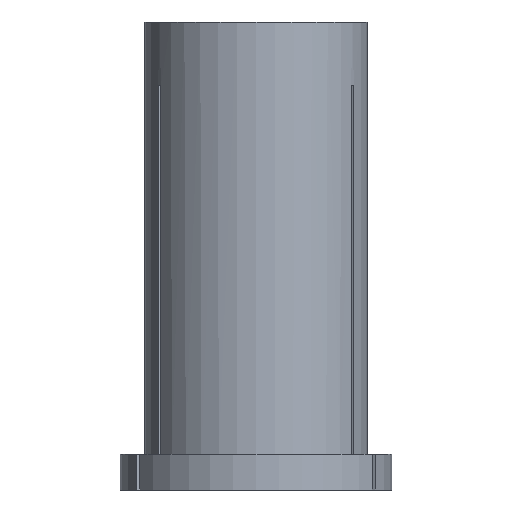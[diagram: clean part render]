
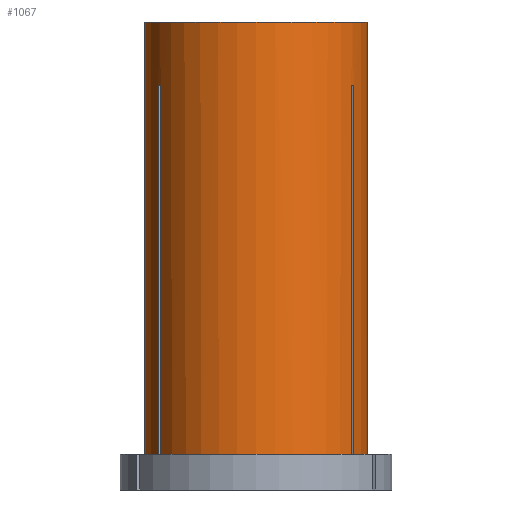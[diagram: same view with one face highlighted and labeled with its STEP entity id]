
A CAD part, front view. The second image highlights one B-rep face of the part: STEP entity #1067.
In plain terms, the highlighted cylindrical face has radius 12.5 mm (diameter 25 mm), a partial arc.
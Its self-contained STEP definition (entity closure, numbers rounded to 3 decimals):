
#1 = VERTEX_POINT ( 'NONE', #526 ) ;
#9 = CARTESIAN_POINT ( 'NONE',  ( 0., 0., -48.5 ) ) ;
#22 = CARTESIAN_POINT ( 'NONE',  ( 0., 0., -48.5 ) ) ;
#32 = ORIENTED_EDGE ( 'NONE', *, *, #1008, .T. ) ;
#38 = CARTESIAN_POINT ( 'NONE',  ( 0., 0., -48.5 ) ) ;
#41 = CARTESIAN_POINT ( 'NONE',  ( 10.972, -5.988, -7.094 ) ) ;
#43 = CARTESIAN_POINT ( 'NONE',  ( -10.972, -5.988, 0. ) ) ;
#44 = ORIENTED_EDGE ( 'NONE', *, *, #274, .T. ) ;
#50 = DIRECTION ( 'NONE',  ( 0., 0., 1. ) ) ;
#63 = VERTEX_POINT ( 'NONE', #253 ) ;
#64 = VERTEX_POINT ( 'NONE', #690 ) ;
#94 = VECTOR ( 'NONE', #917, 1000. ) ;
#99 = CARTESIAN_POINT ( 'NONE',  ( -10.672, -6.508, -7.094 ) ) ;
#103 = EDGE_LOOP ( 'NONE', ( #793, #374, #32, #834, #319, #541, #948, #321, #165, #814, #44, #1167 ) ) ;
#117 = VERTEX_POINT ( 'NONE', #533 ) ;
#157 = VECTOR ( 'NONE', #1070, 1000. ) ;
#165 = ORIENTED_EDGE ( 'NONE', *, *, #791, .F. ) ;
#168 = CARTESIAN_POINT ( 'NONE',  ( -10.724, -6.422, -7.093 ) ) ;
#170 = CYLINDRICAL_SURFACE ( 'NONE', #734, 12.5 ) ;
#174 = EDGE_CURVE ( 'NONE', #493, #63, #518, .T. ) ;
#196 = VERTEX_POINT ( 'NONE', #994 ) ;
#198 = DIRECTION ( 'NONE',  ( 1., 0., 0. ) ) ;
#207 = VERTEX_POINT ( 'NONE', #41 ) ;
#214 = CARTESIAN_POINT ( 'NONE',  ( 10.724, -6.423, -7.093 ) ) ;
#252 = LINE ( 'NONE', #489, #157 ) ;
#253 = CARTESIAN_POINT ( 'NONE',  ( 12.5, 0., 0. ) ) ;
#274 = EDGE_CURVE ( 'NONE', #1, #63, #692, .T. ) ;
#319 = ORIENTED_EDGE ( 'NONE', *, *, #1075, .F. ) ;
#321 = ORIENTED_EDGE ( 'NONE', *, *, #1211, .T. ) ;
#329 = DIRECTION ( 'NONE',  ( 1., 0., 0. ) ) ;
#349 = CIRCLE ( 'NONE', #544, 12.5 ) ;
#365 = EDGE_CURVE ( 'NONE', #880, #1, #349, .T. ) ;
#374 = ORIENTED_EDGE ( 'NONE', *, *, #605, .T. ) ;
#390 = DIRECTION ( 'NONE',  ( 0., 0., 1. ) ) ;
#403 = LINE ( 'NONE', #562, #777 ) ;
#446 = VECTOR ( 'NONE', #1166, 1000. ) ;
#460 = VERTEX_POINT ( 'NONE', #997 ) ;
#485 = DIRECTION ( 'NONE',  ( 1., 0., 0. ) ) ;
#489 = CARTESIAN_POINT ( 'NONE',  ( -10.672, -6.508, 0. ) ) ;
#493 = VERTEX_POINT ( 'NONE', #782 ) ;
#518 = CIRCLE ( 'NONE', #1080, 12.5 ) ;
#526 = CARTESIAN_POINT ( 'NONE',  ( 12.5, 0., -48.5 ) ) ;
#529 = EDGE_CURVE ( 'NONE', #64, #117, #1192, .T. ) ;
#533 = CARTESIAN_POINT ( 'NONE',  ( 10.672, -6.508, -7.094 ) ) ;
#541 = ORIENTED_EDGE ( 'NONE', *, *, #826, .T. ) ;
#544 = AXIS2_PLACEMENT_3D ( 'NONE', #22, #968, #1169 ) ;
#562 = CARTESIAN_POINT ( 'NONE',  ( -12.5, 0., 0. ) ) ;
#573 = CARTESIAN_POINT ( 'NONE',  ( 10.972, -5.988, -7.094 ) ) ;
#593 = CARTESIAN_POINT ( 'NONE',  ( -10.972, -5.988, -48.5 ) ) ;
#605 = EDGE_CURVE ( 'NONE', #460, #1274, #747, .T. ) ;
#630 = CARTESIAN_POINT ( 'NONE',  ( 10.672, -6.508, -7.094 ) ) ;
#641 = DIRECTION ( 'NONE',  ( 0., 0., 1. ) ) ;
#665 = CARTESIAN_POINT ( 'NONE',  ( -10.924, -6.076, -7.093 ) ) ;
#690 = CARTESIAN_POINT ( 'NONE',  ( 10.672, -6.508, -48.5 ) ) ;
#692 = LINE ( 'NONE', #769, #446 ) ;
#697 = CARTESIAN_POINT ( 'NONE',  ( 10.972, -5.988, -48.5 ) ) ;
#709 = CARTESIAN_POINT ( 'NONE',  ( -10.972, -5.988, -7.094 ) ) ;
#734 = AXIS2_PLACEMENT_3D ( 'NONE', #789, #390, #485 ) ;
#739 = DIRECTION ( 'NONE',  ( 0., 0., 1. ) ) ;
#747 = CIRCLE ( 'NONE', #1057, 12.5 ) ;
#763 = CARTESIAN_POINT ( 'NONE',  ( -10.672, -6.508, -48.5 ) ) ;
#769 = CARTESIAN_POINT ( 'NONE',  ( 12.5, 0., 0. ) ) ;
#777 = VECTOR ( 'NONE', #739, 1000. ) ;
#782 = CARTESIAN_POINT ( 'NONE',  ( -12.5, 0., 0. ) ) ;
#789 = CARTESIAN_POINT ( 'NONE',  ( 0., 0., 0. ) ) ;
#791 = EDGE_CURVE ( 'NONE', #880, #207, #1245, .T. ) ;
#793 = ORIENTED_EDGE ( 'NONE', *, *, #1027, .F. ) ;
#814 = ORIENTED_EDGE ( 'NONE', *, *, #365, .T. ) ;
#826 = EDGE_CURVE ( 'NONE', #1132, #64, #1287, .T. ) ;
#834 = ORIENTED_EDGE ( 'NONE', *, *, #988, .T. ) ;
#843 = CARTESIAN_POINT ( 'NONE',  ( 10.826, -6.251, -7.092 ) ) ;
#866 = FACE_OUTER_BOUND ( 'NONE', #103, .T. ) ;
#875 = B_SPLINE_CURVE_WITH_KNOTS ( 'NONE', 3,
 ( #630, #214, #843, #1115, #573 ),
 .UNSPECIFIED., .F., .F.,
 ( 4, 1, 4 ),
 ( 0.074, 0.074, 0.075 ),
 .UNSPECIFIED. ) ;
#880 = VERTEX_POINT ( 'NONE', #697 ) ;
#894 = VECTOR ( 'NONE', #50, 1000. ) ;
#909 = DIRECTION ( 'NONE',  ( 0., 0., 1. ) ) ;
#917 = DIRECTION ( 'NONE',  ( 0., 0., 1. ) ) ;
#948 = ORIENTED_EDGE ( 'NONE', *, *, #529, .T. ) ;
#968 = DIRECTION ( 'NONE',  ( 0., 0., 1. ) ) ;
#988 = EDGE_CURVE ( 'NONE', #996, #196, #1033, .T. ) ;
#994 = CARTESIAN_POINT ( 'NONE',  ( -10.672, -6.508, -7.094 ) ) ;
#996 = VERTEX_POINT ( 'NONE', #709 ) ;
#997 = CARTESIAN_POINT ( 'NONE',  ( -12.5, 0., -48.5 ) ) ;
#1001 = DIRECTION ( 'NONE',  ( 1., 0., 0. ) ) ;
#1008 = EDGE_CURVE ( 'NONE', #1274, #996, #1044, .T. ) ;
#1017 = DIRECTION ( 'NONE',  ( 0., 0., 1. ) ) ;
#1027 = EDGE_CURVE ( 'NONE', #460, #493, #403, .T. ) ;
#1033 = B_SPLINE_CURVE_WITH_KNOTS ( 'NONE', 3,
 ( #1054, #665, #1121, #168, #99 ),
 .UNSPECIFIED., .F., .F.,
 ( 4, 1, 4 ),
 ( 0.068, 0.068, 0.068 ),
 .UNSPECIFIED. ) ;
#1044 = LINE ( 'NONE', #43, #894 ) ;
#1054 = CARTESIAN_POINT ( 'NONE',  ( -10.972, -5.988, -7.094 ) ) ;
#1057 = AXIS2_PLACEMENT_3D ( 'NONE', #9, #1179, #1001 ) ;
#1059 = CARTESIAN_POINT ( 'NONE',  ( 10.672, -6.508, 0. ) ) ;
#1066 = CARTESIAN_POINT ( 'NONE',  ( 0., 0., 0. ) ) ;
#1067 = ADVANCED_FACE ( 'NONE', ( #866 ), #170, .T. ) ;
#1070 = DIRECTION ( 'NONE',  ( 0., 0., 1. ) ) ;
#1075 = EDGE_CURVE ( 'NONE', #1132, #196, #252, .T. ) ;
#1080 = AXIS2_PLACEMENT_3D ( 'NONE', #1066, #1017, #198 ) ;
#1115 = CARTESIAN_POINT ( 'NONE',  ( 10.924, -6.076, -7.093 ) ) ;
#1120 = AXIS2_PLACEMENT_3D ( 'NONE', #38, #641, #329 ) ;
#1121 = CARTESIAN_POINT ( 'NONE',  ( -10.827, -6.25, -7.092 ) ) ;
#1132 = VERTEX_POINT ( 'NONE', #763 ) ;
#1166 = DIRECTION ( 'NONE',  ( 0., 0., 1. ) ) ;
#1167 = ORIENTED_EDGE ( 'NONE', *, *, #174, .F. ) ;
#1169 = DIRECTION ( 'NONE',  ( 1., 0., 0. ) ) ;
#1179 = DIRECTION ( 'NONE',  ( 0., 0., 1. ) ) ;
#1186 = CARTESIAN_POINT ( 'NONE',  ( 10.972, -5.988, 0. ) ) ;
#1192 = LINE ( 'NONE', #1059, #1231 ) ;
#1211 = EDGE_CURVE ( 'NONE', #117, #207, #875, .T. ) ;
#1231 = VECTOR ( 'NONE', #909, 1000. ) ;
#1245 = LINE ( 'NONE', #1186, #94 ) ;
#1274 = VERTEX_POINT ( 'NONE', #593 ) ;
#1287 = CIRCLE ( 'NONE', #1120, 12.5 ) ;
